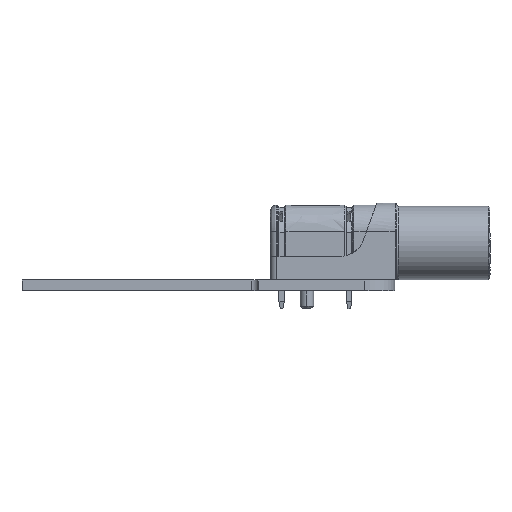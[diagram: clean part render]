
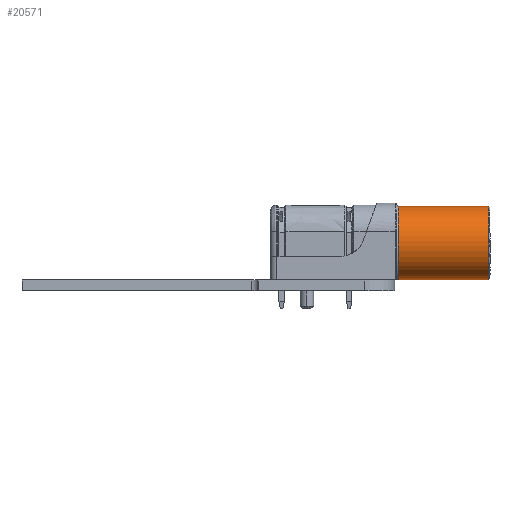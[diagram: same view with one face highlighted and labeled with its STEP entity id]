
A CAD part, left-side view. The second image highlights one B-rep face of the part: STEP entity #20571.
In plain terms, the highlighted free-form (B-spline) face has degree [2, 1] with [5, 2] control points.
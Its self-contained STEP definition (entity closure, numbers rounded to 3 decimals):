
#57 = EDGE_CURVE('',#58,#60,#62,.T.);
#58 = VERTEX_POINT('',#59);
#59 = CARTESIAN_POINT('',(13.8,0.,-5.5));
#60 = VERTEX_POINT('',#61);
#61 = CARTESIAN_POINT('',(0.25,0.,-5.5));
#62 = SURFACE_CURVE('',#63,(#66,#84),.PCURVE_S1.);
#63 = B_SPLINE_CURVE_WITH_KNOTS('',1,(#64,#65),.UNSPECIFIED.,.F.,.F.,(2,
    2),(0.,13.55),.PIECEWISE_BEZIER_KNOTS.);
#64 = CARTESIAN_POINT('',(13.8,0.,-5.5));
#65 = CARTESIAN_POINT('',(0.25,0.,-5.5));
#66 = PCURVE('',#67,#78);
#67 = ( BOUNDED_SURFACE() B_SPLINE_SURFACE(2,1,(
    (#68,#69)
    ,(#70,#71)
    ,(#72,#73)
    ,(#74,#75)
,(#76,#77
    )),.UNSPECIFIED.,.F.,.F.,.F.) B_SPLINE_SURFACE_WITH_KNOTS((3,2,3),(2
    ,2),(0.,1.571,3.142),(0.9,14.45),
.PIECEWISE_BEZIER_KNOTS.) GEOMETRIC_REPRESENTATION_ITEM() 
RATIONAL_B_SPLINE_SURFACE((
    (1.,1.)
    ,(0.707,0.707)
    ,(1.,1.)
    ,(0.707,0.707)
,(1.,1.))) REPRESENTATION_ITEM('') SURFACE() );
#68 = CARTESIAN_POINT('',(13.8,0.,-5.5));
#69 = CARTESIAN_POINT('',(0.25,0.,-5.5));
#70 = CARTESIAN_POINT('',(13.8,-5.5,-5.5));
#71 = CARTESIAN_POINT('',(0.25,-5.5,-5.5));
#72 = CARTESIAN_POINT('',(13.8,-5.5,0.));
#73 = CARTESIAN_POINT('',(0.25,-5.5,0.));
#74 = CARTESIAN_POINT('',(13.8,-5.5,5.5));
#75 = CARTESIAN_POINT('',(0.25,-5.5,5.5));
#76 = CARTESIAN_POINT('',(13.8,0.,5.5));
#77 = CARTESIAN_POINT('',(0.25,0.,5.5));
#78 = DEFINITIONAL_REPRESENTATION('',(#79),#83);
#79 = B_SPLINE_CURVE_WITH_KNOTS('',2,(#80,#81,#82),.UNSPECIFIED.,.F.,.F.
  ,(3,3),(0.,13.55),.PIECEWISE_BEZIER_KNOTS.);
#80 = CARTESIAN_POINT('',(0.,0.9));
#81 = CARTESIAN_POINT('',(0.,7.675));
#82 = CARTESIAN_POINT('',(0.,14.45));
#83 = ( GEOMETRIC_REPRESENTATION_CONTEXT(2) 
PARAMETRIC_REPRESENTATION_CONTEXT() REPRESENTATION_CONTEXT('2D SPACE',''
  ) );
#84 = PCURVE('',#85,#96);
#85 = ( BOUNDED_SURFACE() B_SPLINE_SURFACE(2,1,(
    (#86,#87)
    ,(#88,#89)
    ,(#90,#91)
    ,(#92,#93)
,(#94,#95
    )),.UNSPECIFIED.,.F.,.F.,.F.) B_SPLINE_SURFACE_WITH_KNOTS((3,2,3),(2
    ,2),(3.142,4.712,6.283),(0.9,14.45),
.PIECEWISE_BEZIER_KNOTS.) GEOMETRIC_REPRESENTATION_ITEM() 
RATIONAL_B_SPLINE_SURFACE((
    (1.,1.)
    ,(0.707,0.707)
    ,(1.,1.)
    ,(0.707,0.707)
,(1.,1.))) REPRESENTATION_ITEM('') SURFACE() );
#86 = CARTESIAN_POINT('',(13.8,0.,5.5));
#87 = CARTESIAN_POINT('',(0.25,0.,5.5));
#88 = CARTESIAN_POINT('',(13.8,5.5,5.5));
#89 = CARTESIAN_POINT('',(0.25,5.5,5.5));
#90 = CARTESIAN_POINT('',(13.8,5.5,0.));
#91 = CARTESIAN_POINT('',(0.25,5.5,0.));
#92 = CARTESIAN_POINT('',(13.8,5.5,-5.5));
#93 = CARTESIAN_POINT('',(0.25,5.5,-5.5));
#94 = CARTESIAN_POINT('',(13.8,0.,-5.5));
#95 = CARTESIAN_POINT('',(0.25,0.,-5.5));
#96 = DEFINITIONAL_REPRESENTATION('',(#97),#101);
#97 = B_SPLINE_CURVE_WITH_KNOTS('',2,(#98,#99,#100),.UNSPECIFIED.,.F.,
  .F.,(3,3),(0.,13.55),.PIECEWISE_BEZIER_KNOTS.);
#98 = CARTESIAN_POINT('',(6.283,0.9));
#99 = CARTESIAN_POINT('',(6.283,7.675));
#100 = CARTESIAN_POINT('',(6.283,14.45));
#101 = ( GEOMETRIC_REPRESENTATION_CONTEXT(2) 
PARAMETRIC_REPRESENTATION_CONTEXT() REPRESENTATION_CONTEXT('2D SPACE',''
  ) );
#104 = VERTEX_POINT('',#105);
#105 = CARTESIAN_POINT('',(13.8,0.,5.5));
#143 = EDGE_CURVE('',#104,#144,#146,.T.);
#144 = VERTEX_POINT('',#145);
#145 = CARTESIAN_POINT('',(0.25,0.,5.5));
#146 = SURFACE_CURVE('',#147,(#150,#157),.PCURVE_S1.);
#147 = B_SPLINE_CURVE_WITH_KNOTS('',1,(#148,#149),.UNSPECIFIED.,.F.,.F.,
  (2,2),(0.,13.55),.PIECEWISE_BEZIER_KNOTS.);
#148 = CARTESIAN_POINT('',(13.8,0.,5.5));
#149 = CARTESIAN_POINT('',(0.25,0.,5.5));
#150 = PCURVE('',#67,#151);
#151 = DEFINITIONAL_REPRESENTATION('',(#152),#156);
#152 = B_SPLINE_CURVE_WITH_KNOTS('',2,(#153,#154,#155),.UNSPECIFIED.,.F.
  ,.F.,(3,3),(0.,13.55),.PIECEWISE_BEZIER_KNOTS.);
#153 = CARTESIAN_POINT('',(3.142,0.9));
#154 = CARTESIAN_POINT('',(3.142,7.675));
#155 = CARTESIAN_POINT('',(3.142,14.45));
#156 = ( GEOMETRIC_REPRESENTATION_CONTEXT(2) 
PARAMETRIC_REPRESENTATION_CONTEXT() REPRESENTATION_CONTEXT('2D SPACE',''
  ) );
#157 = PCURVE('',#85,#158);
#158 = DEFINITIONAL_REPRESENTATION('',(#159),#163);
#159 = B_SPLINE_CURVE_WITH_KNOTS('',2,(#160,#161,#162),.UNSPECIFIED.,.F.
  ,.F.,(3,3),(0.,13.55),.PIECEWISE_BEZIER_KNOTS.);
#160 = CARTESIAN_POINT('',(3.142,0.9));
#161 = CARTESIAN_POINT('',(3.142,7.675));
#162 = CARTESIAN_POINT('',(3.142,14.45));
#163 = ( GEOMETRIC_REPRESENTATION_CONTEXT(2) 
PARAMETRIC_REPRESENTATION_CONTEXT() REPRESENTATION_CONTEXT('2D SPACE',''
  ) );
#228 = ( BOUNDED_SURFACE() B_SPLINE_SURFACE(2,2,(
    (#229,#230,#231)
    ,(#232,#233,#234)
    ,(#235,#236,#237)
    ,(#238,#239,#240)
    ,(#241,#242,#243
)),.UNSPECIFIED.,.F.,.F.,.F.) B_SPLINE_SURFACE_WITH_KNOTS((3,2,3),(3,3),
  (1.568,3.139,4.71),(1.571,
    3.142),.PIECEWISE_BEZIER_KNOTS.) 
GEOMETRIC_REPRESENTATION_ITEM() RATIONAL_B_SPLINE_SURFACE((
    (1.,0.707,1.)
    ,(0.707,0.5,0.707)
    ,(1.,0.707,1.)
    ,(0.707,0.5,0.707)
,(1.,0.707,1.))) REPRESENTATION_ITEM('') SURFACE() );
#229 = CARTESIAN_POINT('',(0.,0.,5.75));
#230 = CARTESIAN_POINT('',(0.,0.,5.5)
  );
#231 = CARTESIAN_POINT('',(0.25,0.,5.5));
#232 = CARTESIAN_POINT('',(0.,5.75,5.75));
#233 = CARTESIAN_POINT('',(0.,5.5,5.5));
#234 = CARTESIAN_POINT('',(0.25,5.5,5.5));
#235 = CARTESIAN_POINT('',(0.,5.75,0.));
#236 = CARTESIAN_POINT('',(0.,5.5,0.));
#237 = CARTESIAN_POINT('',(0.25,5.5,0.));
#238 = CARTESIAN_POINT('',(0.,5.75,-5.75));
#239 = CARTESIAN_POINT('',(0.,5.5,-5.5));
#240 = CARTESIAN_POINT('',(0.25,5.5,-5.5));
#241 = CARTESIAN_POINT('',(0.,0.,-5.75));
#242 = CARTESIAN_POINT('',(0.,0.,-5.5)
  );
#243 = CARTESIAN_POINT('',(0.25,0.,-5.5));
#415 = EDGE_CURVE('',#144,#60,#416,.T.);
#416 = SURFACE_CURVE('',#417,(#423,#432),.PCURVE_S1.);
#417 = ( BOUNDED_CURVE() B_SPLINE_CURVE(2,(#418,#419,#420,#421,#422),
.UNSPECIFIED.,.F.,.F.) B_SPLINE_CURVE_WITH_KNOTS((3,2,3),(0.,
1.571,3.142),.PIECEWISE_BEZIER_KNOTS.) CURVE() 
GEOMETRIC_REPRESENTATION_ITEM() RATIONAL_B_SPLINE_CURVE((1.,
0.707,1.,0.707,1.)) REPRESENTATION_ITEM('') );
#418 = CARTESIAN_POINT('',(0.25,0.,5.5));
#419 = CARTESIAN_POINT('',(0.25,5.5,5.5));
#420 = CARTESIAN_POINT('',(0.25,5.5,0.));
#421 = CARTESIAN_POINT('',(0.25,5.5,-5.5));
#422 = CARTESIAN_POINT('',(0.25,0.,-5.5));
#423 = PCURVE('',#228,#424);
#424 = DEFINITIONAL_REPRESENTATION('',(#425),#431);
#425 = B_SPLINE_CURVE_WITH_KNOTS('',2,(#426,#427,#428,#429,#430),
  .UNSPECIFIED.,.F.,.F.,(3,2,3),(0.,1.571,3.142),
  .PIECEWISE_BEZIER_KNOTS.);
#426 = CARTESIAN_POINT('',(1.568,3.142));
#427 = CARTESIAN_POINT('',(2.354,3.142));
#428 = CARTESIAN_POINT('',(3.139,3.142));
#429 = CARTESIAN_POINT('',(3.924,3.142));
#430 = CARTESIAN_POINT('',(4.71,3.142));
#431 = ( GEOMETRIC_REPRESENTATION_CONTEXT(2) 
PARAMETRIC_REPRESENTATION_CONTEXT() REPRESENTATION_CONTEXT('2D SPACE',''
  ) );
#432 = PCURVE('',#85,#433);
#433 = DEFINITIONAL_REPRESENTATION('',(#434),#440);
#434 = B_SPLINE_CURVE_WITH_KNOTS('',2,(#435,#436,#437,#438,#439),
  .UNSPECIFIED.,.F.,.F.,(3,2,3),(0.,1.571,3.142),
  .PIECEWISE_BEZIER_KNOTS.);
#435 = CARTESIAN_POINT('',(3.142,14.45));
#436 = CARTESIAN_POINT('',(3.927,14.45));
#437 = CARTESIAN_POINT('',(4.712,14.45));
#438 = CARTESIAN_POINT('',(5.498,14.45));
#439 = CARTESIAN_POINT('',(6.283,14.45));
#440 = ( GEOMETRIC_REPRESENTATION_CONTEXT(2) 
PARAMETRIC_REPRESENTATION_CONTEXT() REPRESENTATION_CONTEXT('2D SPACE',''
  ) );
#20259 = ( BOUNDED_SURFACE() B_SPLINE_SURFACE(2,1,(
    (#20260,#20261)
    ,(#20262,#20263)
    ,(#20264,#20265)
    ,(#20266,#20267)
    ,(#20268,#20269
)),.UNSPECIFIED.,.F.,.F.,.F.) B_SPLINE_SURFACE_WITH_KNOTS((3,2,3),(2,2),
  (3.142,4.712,6.283),(-0.141,
    0.141),.PIECEWISE_BEZIER_KNOTS.) 
GEOMETRIC_REPRESENTATION_ITEM() RATIONAL_B_SPLINE_SURFACE((
    (1.,1.)
    ,(0.707,0.707)
    ,(1.,1.)
    ,(0.707,0.707)
,(1.,1.))) REPRESENTATION_ITEM('') SURFACE() );
#20260 = CARTESIAN_POINT('',(14.,0.,5.3));
#20261 = CARTESIAN_POINT('',(13.8,0.,5.5));
#20262 = CARTESIAN_POINT('',(14.,5.3,5.3));
#20263 = CARTESIAN_POINT('',(13.8,5.5,5.5));
#20264 = CARTESIAN_POINT('',(14.,5.3,0.));
#20265 = CARTESIAN_POINT('',(13.8,5.5,0.));
#20266 = CARTESIAN_POINT('',(14.,5.3,-5.3));
#20267 = CARTESIAN_POINT('',(13.8,5.5,-5.5));
#20268 = CARTESIAN_POINT('',(14.,0.,-5.3));
#20269 = CARTESIAN_POINT('',(13.8,0.,-5.5));
#20545 = EDGE_CURVE('',#104,#58,#20546,.T.);
#20546 = SURFACE_CURVE('',#20547,(#20553,#20562),.PCURVE_S1.);
#20547 = ( BOUNDED_CURVE() B_SPLINE_CURVE(2,(#20548,#20549,#20550,#20551
,#20552),.UNSPECIFIED.,.F.,.F.) B_SPLINE_CURVE_WITH_KNOTS((3,2,3),(0.,
1.571,3.142),.PIECEWISE_BEZIER_KNOTS.) CURVE() 
GEOMETRIC_REPRESENTATION_ITEM() RATIONAL_B_SPLINE_CURVE((1.,
0.707,1.,0.707,1.)) REPRESENTATION_ITEM('') );
#20548 = CARTESIAN_POINT('',(13.8,0.,5.5));
#20549 = CARTESIAN_POINT('',(13.8,5.5,5.5));
#20550 = CARTESIAN_POINT('',(13.8,5.5,0.));
#20551 = CARTESIAN_POINT('',(13.8,5.5,-5.5));
#20552 = CARTESIAN_POINT('',(13.8,0.,-5.5));
#20553 = PCURVE('',#20259,#20554);
#20554 = DEFINITIONAL_REPRESENTATION('',(#20555),#20561);
#20555 = B_SPLINE_CURVE_WITH_KNOTS('',2,(#20556,#20557,#20558,#20559,
    #20560),.UNSPECIFIED.,.F.,.F.,(3,2,3),(0.,1.571,
    3.142),.PIECEWISE_BEZIER_KNOTS.);
#20556 = CARTESIAN_POINT('',(3.142,0.141));
#20557 = CARTESIAN_POINT('',(3.927,0.141));
#20558 = CARTESIAN_POINT('',(4.712,0.141));
#20559 = CARTESIAN_POINT('',(5.498,0.141));
#20560 = CARTESIAN_POINT('',(6.283,0.141));
#20561 = ( GEOMETRIC_REPRESENTATION_CONTEXT(2) 
PARAMETRIC_REPRESENTATION_CONTEXT() REPRESENTATION_CONTEXT('2D SPACE',''
  ) );
#20562 = PCURVE('',#85,#20563);
#20563 = DEFINITIONAL_REPRESENTATION('',(#20564),#20570);
#20564 = B_SPLINE_CURVE_WITH_KNOTS('',2,(#20565,#20566,#20567,#20568,
    #20569),.UNSPECIFIED.,.F.,.F.,(3,2,3),(0.,1.571,
    3.142),.PIECEWISE_BEZIER_KNOTS.);
#20565 = CARTESIAN_POINT('',(3.142,0.9));
#20566 = CARTESIAN_POINT('',(3.927,0.9));
#20567 = CARTESIAN_POINT('',(4.712,0.9));
#20568 = CARTESIAN_POINT('',(5.498,0.9));
#20569 = CARTESIAN_POINT('',(6.283,0.9));
#20570 = ( GEOMETRIC_REPRESENTATION_CONTEXT(2) 
PARAMETRIC_REPRESENTATION_CONTEXT() REPRESENTATION_CONTEXT('2D SPACE',''
  ) );
#20571 = ADVANCED_FACE('',(#20572),#85,.T.);
#20572 = FACE_BOUND('',#20573,.T.);
#20573 = EDGE_LOOP('',(#20574,#20575,#20576,#20577));
#20574 = ORIENTED_EDGE('',*,*,#143,.F.);
#20575 = ORIENTED_EDGE('',*,*,#20545,.T.);
#20576 = ORIENTED_EDGE('',*,*,#57,.T.);
#20577 = ORIENTED_EDGE('',*,*,#415,.F.);
